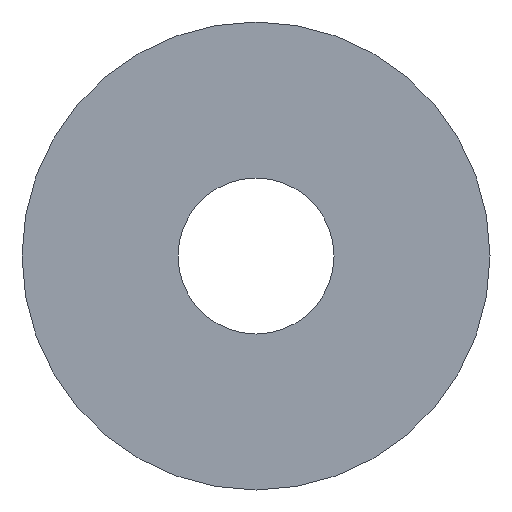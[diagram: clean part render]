
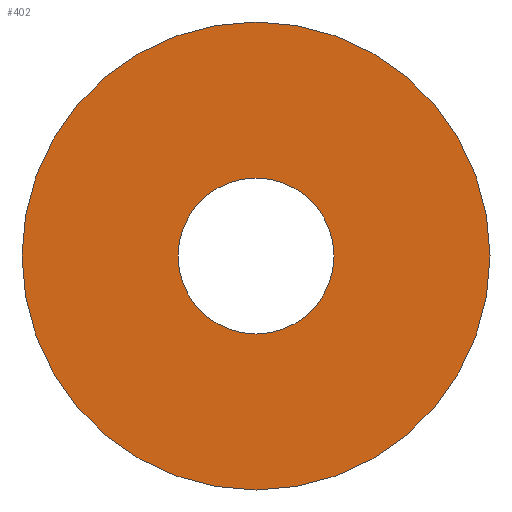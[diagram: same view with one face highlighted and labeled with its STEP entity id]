
A CAD part, front view. The second image highlights one B-rep face of the part: STEP entity #402.
In plain terms, the highlighted planar face has unit normal (0, -1, 0).
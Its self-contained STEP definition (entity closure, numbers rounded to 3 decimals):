
#19 = CIRCLE ( 'NONE', #245, 2. ) ;
#24 = VERTEX_POINT ( 'NONE', #38 ) ;
#38 = CARTESIAN_POINT ( 'NONE',  ( 0., 0., -6. ) ) ;
#45 = PLANE ( 'NONE',  #237 ) ;
#50 = EDGE_LOOP ( 'NONE', ( #299, #261 ) ) ;
#54 = DIRECTION ( 'NONE',  ( 0., 1., 0. ) ) ;
#57 = EDGE_CURVE ( 'NONE', #170, #110, #207, .T. ) ;
#69 = DIRECTION ( 'NONE',  ( 0., 0., 1. ) ) ;
#74 = CARTESIAN_POINT ( 'NONE',  ( 0., 0., 0. ) ) ;
#89 = CARTESIAN_POINT ( 'NONE',  ( 0., 0., -2. ) ) ;
#98 = CARTESIAN_POINT ( 'NONE',  ( 0., 0., 0. ) ) ;
#110 = VERTEX_POINT ( 'NONE', #269 ) ;
#113 = DIRECTION ( 'NONE',  ( 0., 0., 1. ) ) ;
#114 = ORIENTED_EDGE ( 'NONE', *, *, #57, .T. ) ;
#118 = AXIS2_PLACEMENT_3D ( 'NONE', #366, #54, #172 ) ;
#126 = EDGE_CURVE ( 'NONE', #110, #170, #19, .T. ) ;
#129 = AXIS2_PLACEMENT_3D ( 'NONE', #142, #300, #113 ) ;
#142 = CARTESIAN_POINT ( 'NONE',  ( 0., 0., 0. ) ) ;
#170 = VERTEX_POINT ( 'NONE', #89 ) ;
#172 = DIRECTION ( 'NONE',  ( 0., 0., 1. ) ) ;
#190 = DIRECTION ( 'NONE',  ( 0., 0., 1. ) ) ;
#207 = CIRCLE ( 'NONE', #288, 2. ) ;
#218 = DIRECTION ( 'NONE',  ( 0., 1., 0. ) ) ;
#220 = FACE_BOUND ( 'NONE', #330, .T. ) ;
#237 = AXIS2_PLACEMENT_3D ( 'NONE', #74, #290, #190 ) ;
#240 = EDGE_CURVE ( 'NONE', #24, #241, #363, .T. ) ;
#241 = VERTEX_POINT ( 'NONE', #403 ) ;
#245 = AXIS2_PLACEMENT_3D ( 'NONE', #250, #218, #379 ) ;
#250 = CARTESIAN_POINT ( 'NONE',  ( 0., 0., 0. ) ) ;
#261 = ORIENTED_EDGE ( 'NONE', *, *, #306, .F. ) ;
#269 = CARTESIAN_POINT ( 'NONE',  ( 0., 0., 2. ) ) ;
#288 = AXIS2_PLACEMENT_3D ( 'NONE', #98, #344, #69 ) ;
#290 = DIRECTION ( 'NONE',  ( 0., 1., 0. ) ) ;
#299 = ORIENTED_EDGE ( 'NONE', *, *, #240, .F. ) ;
#300 = DIRECTION ( 'NONE',  ( 0., 1., 0. ) ) ;
#301 = CIRCLE ( 'NONE', #129, 6. ) ;
#306 = EDGE_CURVE ( 'NONE', #241, #24, #301, .T. ) ;
#318 = FACE_OUTER_BOUND ( 'NONE', #50, .T. ) ;
#330 = EDGE_LOOP ( 'NONE', ( #114, #401 ) ) ;
#344 = DIRECTION ( 'NONE',  ( 0., 1., 0. ) ) ;
#363 = CIRCLE ( 'NONE', #118, 6. ) ;
#366 = CARTESIAN_POINT ( 'NONE',  ( 0., 0., 0. ) ) ;
#379 = DIRECTION ( 'NONE',  ( 0., 0., 1. ) ) ;
#401 = ORIENTED_EDGE ( 'NONE', *, *, #126, .T. ) ;
#402 = ADVANCED_FACE ( 'NONE', ( #318, #220 ), #45, .F. ) ;
#403 = CARTESIAN_POINT ( 'NONE',  ( 0., 0., 6. ) ) ;
